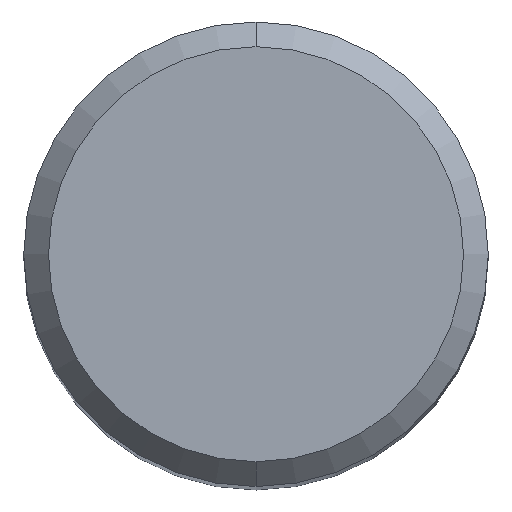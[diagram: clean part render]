
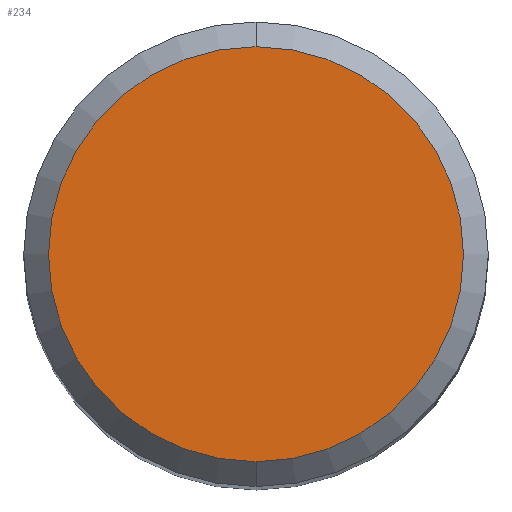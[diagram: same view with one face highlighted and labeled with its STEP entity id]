
A CAD part, top view. The second image highlights one B-rep face of the part: STEP entity #234.
In plain terms, the highlighted planar face has unit normal (0, 0, 1).
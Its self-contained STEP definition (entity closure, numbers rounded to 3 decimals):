
#232=VERTEX_POINT('',#536);
#234=ADVANCED_FACE('',(#538),#539,.T.);
#364=VERTEX_POINT('',#683);
#370=EDGE_CURVE('',#232,#364,#690,.T.);
#412=EDGE_CURVE('',#364,#232,#738,.T.);
#536=CARTESIAN_POINT('',(0.0,6.7,0.0));
#538=FACE_OUTER_BOUND('',#977,.T.);
#539=PLANE('',#978);
#683=CARTESIAN_POINT('',(0.,-6.7,0.0));
#690=CIRCLE('',#1253,6.7);
#738=CIRCLE('',#1376,6.7);
#977=EDGE_LOOP('',(#1543,#1544));
#978=AXIS2_PLACEMENT_3D('',#1545,#1546,#1547);
#1253=AXIS2_PLACEMENT_3D('',#1718,#1719,#1720);
#1376=AXIS2_PLACEMENT_3D('',#1776,#1777,#1778);
#1543=ORIENTED_EDGE('',*,*,#370,.F.);
#1544=ORIENTED_EDGE('',*,*,#412,.F.);
#1545=CARTESIAN_POINT('',(0.0,3.35,0.0));
#1546=DIRECTION('',(-0.0,0.0,1.0));
#1547=DIRECTION('',(0.0,-1.0,0.0));
#1718=CARTESIAN_POINT('',(0.0,0.0,0.0));
#1719=DIRECTION('',(0.0,0.0,-1.0));
#1720=DIRECTION('',(0.0,1.0,0.0));
#1776=CARTESIAN_POINT('',(0.0,0.0,0.0));
#1777=DIRECTION('',(0.0,0.0,-1.0));
#1778=DIRECTION('',(0.0,1.0,0.0));
